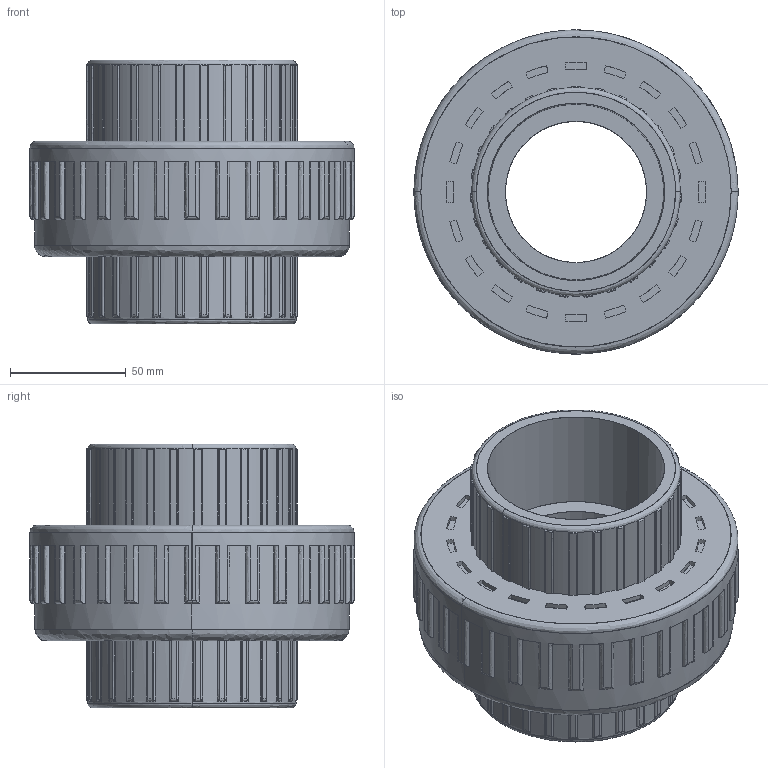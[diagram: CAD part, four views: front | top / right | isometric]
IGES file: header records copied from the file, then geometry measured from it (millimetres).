
Start section: SolidWorks IGES file using analytic representation for surfaces
Bounding box: 140 x 140 x 114 mm (x, y, z)
Surface area: 97438.6 mm2 (no closed solid volume)
Topology: 0 solids, 0 shells, 732 faces, 7619 edges, 7619 vertices
Faces by surface type: revolution 518, bspline 214
